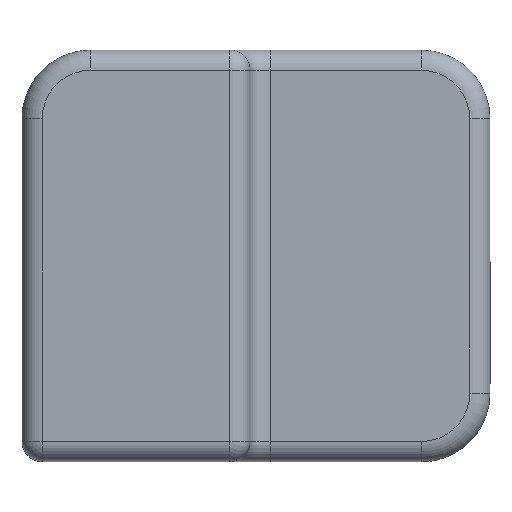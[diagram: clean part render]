
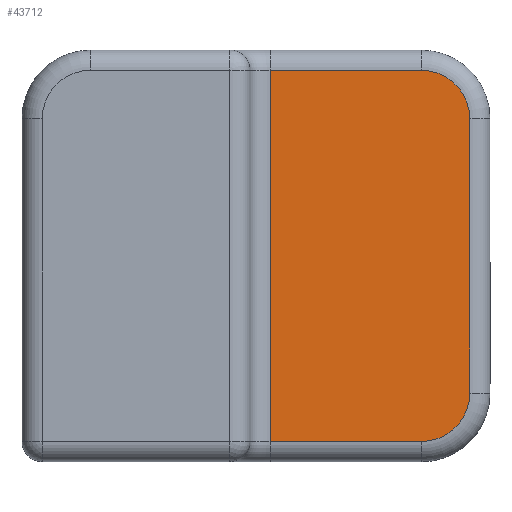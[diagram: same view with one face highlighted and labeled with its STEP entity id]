
A CAD part, top view. The second image highlights one B-rep face of the part: STEP entity #43712.
In plain terms, the highlighted planar face has unit normal (0, 0, 1).
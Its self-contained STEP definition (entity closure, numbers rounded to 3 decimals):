
#1543=CIRCLE('',#47164,12.);
#1547=CIRCLE('',#47170,12.);
#4200=FACE_OUTER_BOUND('',#6773,.T.);
#6773=EDGE_LOOP('',(#36980,#36981,#36982,#36983,#36984,#36985));
#11487=LINE('',#70118,#16340);
#11489=LINE('',#70130,#16342);
#11491=LINE('',#70142,#16344);
#11504=LINE('',#70194,#16357);
#16340=VECTOR('',#58163,10.);
#16342=VECTOR('',#58177,10.);
#16344=VECTOR('',#58191,10.);
#16357=VECTOR('',#58258,10.);
#20050=VERTEX_POINT('',#70111);
#20052=VERTEX_POINT('',#70116);
#20054=VERTEX_POINT('',#70122);
#20056=VERTEX_POINT('',#70128);
#20058=VERTEX_POINT('',#70134);
#20060=VERTEX_POINT('',#70140);
#25729=EDGE_CURVE('',#20052,#20050,#11487,.T.);
#25732=EDGE_CURVE('',#20054,#20052,#1543,.T.);
#25735=EDGE_CURVE('',#20056,#20054,#11489,.T.);
#25738=EDGE_CURVE('',#20058,#20056,#1547,.T.);
#25741=EDGE_CURVE('',#20060,#20058,#11491,.T.);
#25769=EDGE_CURVE('',#20050,#20060,#11504,.T.);
#36980=ORIENTED_EDGE('',*,*,#25729,.F.);
#36981=ORIENTED_EDGE('',*,*,#25732,.F.);
#36982=ORIENTED_EDGE('',*,*,#25735,.F.);
#36983=ORIENTED_EDGE('',*,*,#25738,.F.);
#36984=ORIENTED_EDGE('',*,*,#25741,.F.);
#36985=ORIENTED_EDGE('',*,*,#25769,.F.);
#39643=PLANE('',#47200);
#43712=ADVANCED_FACE('',(#4200),#39643,.T.);
#47164=AXIS2_PLACEMENT_3D('',#70124,#58169,#58170);
#47170=AXIS2_PLACEMENT_3D('',#70136,#58183,#58184);
#47200=AXIS2_PLACEMENT_3D('',#70193,#58256,#58257);
#58163=DIRECTION('',(-1.,0.,0.));
#58169=DIRECTION('center_axis',(0.,0.,-1.));
#58170=DIRECTION('ref_axis',(0.707,-0.707,0.));
#58177=DIRECTION('',(0.,-1.,0.));
#58183=DIRECTION('center_axis',(0.,0.,-1.));
#58184=DIRECTION('ref_axis',(0.707,0.707,0.));
#58191=DIRECTION('',(1.,0.,0.));
#58256=DIRECTION('center_axis',(0.,0.,1.));
#58257=DIRECTION('ref_axis',(1.,0.,0.));
#58258=DIRECTION('',(0.,1.,0.));
#70111=CARTESIAN_POINT('',(57.,0.5,20.));
#70116=CARTESIAN_POINT('',(94.5,0.5,20.));
#70118=CARTESIAN_POINT('',(25.625,0.5,20.));
#70122=CARTESIAN_POINT('',(106.5,12.5,20.));
#70124=CARTESIAN_POINT('Origin',(94.5,12.5,20.));
#70128=CARTESIAN_POINT('',(106.5,80.5,20.));
#70130=CARTESIAN_POINT('',(106.5,21.875,20.));
#70134=CARTESIAN_POINT('',(94.5,92.5,20.));
#70136=CARTESIAN_POINT('Origin',(94.5,80.5,20.));
#70140=CARTESIAN_POINT('',(57.,92.5,20.));
#70142=CARTESIAN_POINT('',(80.875,92.5,20.));
#70193=CARTESIAN_POINT('Origin',(53.25,45.75,20.));
#70194=CARTESIAN_POINT('',(57.,20.625,20.));
